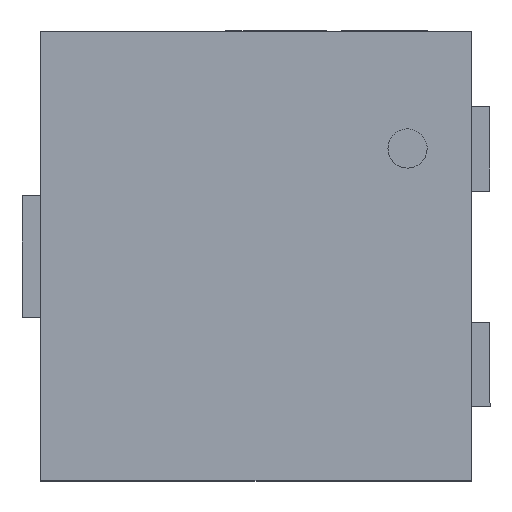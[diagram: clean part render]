
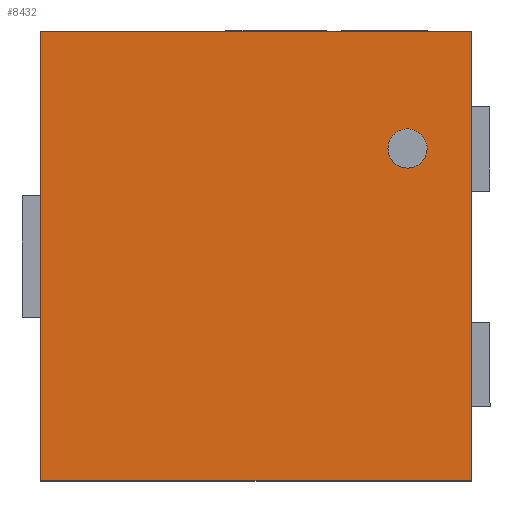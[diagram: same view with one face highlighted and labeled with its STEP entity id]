
A CAD part, top view. The second image highlights one B-rep face of the part: STEP entity #8432.
In plain terms, the highlighted planar face has unit normal (0, 0, 1).
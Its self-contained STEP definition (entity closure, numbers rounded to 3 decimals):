
#102 = CARTESIAN_POINT ( 'NONE',  ( 1.506, 0.954, 3.51 ) ) ;
#369 = FACE_OUTER_BOUND ( 'NONE', #12569, .T. ) ;
#495 = EDGE_CURVE ( 'NONE', #6509, #5221, #6962, .T. ) ;
#590 = CARTESIAN_POINT ( 'NONE',  ( 1.828, 1.199, 3.51 ) ) ;
#728 = CARTESIAN_POINT ( 'NONE',  ( -2.3, -2.4, 3.51 ) ) ;
#758 = EDGE_CURVE ( 'NONE', #6589, #4459, #7983, .T. ) ;
#1355 = CARTESIAN_POINT ( 'NONE',  ( 2.3, 2.4, 3.51 ) ) ;
#1383 = CARTESIAN_POINT ( 'NONE',  ( 1.828, 1.101, 3.51 ) ) ;
#1543 = ORIENTED_EDGE ( 'NONE', *, *, #11603, .T. ) ;
#1650 = VECTOR ( 'NONE', #10774, 1000. ) ;
#1904 = ORIENTED_EDGE ( 'NONE', *, *, #9903, .T. ) ;
#2830 = CARTESIAN_POINT ( 'NONE',  ( 1.41, 1.126, 3.51 ) ) ;
#2911 = VERTEX_POINT ( 'NONE', #7117 ) ;
#3187 = PLANE ( 'NONE',  #14578 ) ;
#3413 = EDGE_CURVE ( 'NONE', #2911, #6509, #8189, .T. ) ;
#4060 = ORIENTED_EDGE ( 'NONE', *, *, #3413, .T. ) ;
#4397 = LINE ( 'NONE', #7067, #13067 ) ;
#4459 = VERTEX_POINT ( 'NONE', #15863 ) ;
#4513 = CARTESIAN_POINT ( 'NONE',  ( 1.41, 1.174, 3.51 ) ) ;
#4722 = VERTEX_POINT ( 'NONE', #13359 ) ;
#4740 = VECTOR ( 'NONE', #16051, 1000. ) ;
#5210 = CARTESIAN_POINT ( 'NONE',  ( 1.828, 1.15, 3.51 ) ) ;
#5221 = VERTEX_POINT ( 'NONE', #5968 ) ;
#5706 = LINE ( 'NONE', #9474, #1650 ) ;
#5808 = CARTESIAN_POINT ( 'NONE',  ( 1.828, 1.15, 3.51 ) ) ;
#5968 = CARTESIAN_POINT ( 'NONE',  ( -2.3, -2.4, 3.51 ) ) ;
#6509 = VERTEX_POINT ( 'NONE', #11514 ) ;
#6560 = ORIENTED_EDGE ( 'NONE', *, *, #495, .T. ) ;
#6589 = VERTEX_POINT ( 'NONE', #11833 ) ;
#6962 = LINE ( 'NONE', #728, #16232 ) ;
#7049 = ORIENTED_EDGE ( 'NONE', *, *, #758, .T. ) ;
#7067 = CARTESIAN_POINT ( 'NONE',  ( 2.3, -2.4, 3.51 ) ) ;
#7117 = CARTESIAN_POINT ( 'NONE',  ( 2.3, 2.4, 3.51 ) ) ;
#7925 = DIRECTION ( 'NONE',  ( 0., 0., 1. ) ) ;
#7983 = B_SPLINE_CURVE_WITH_KNOTS ( 'NONE', 3,
 ( #5210, #1383, #9187, #15559, #102, #10627, #2830, #16852 ),
 .UNSPECIFIED., .F., .F.,
 ( 4, 1, 1, 1, 1, 4 ),
 ( 0., 0.111, 0.222, 0.333, 0.444, 0.5 ),
 .UNSPECIFIED. ) ;
#8126 = CARTESIAN_POINT ( 'NONE',  ( 1.41, 1.15, 3.51 ) ) ;
#8189 = LINE ( 'NONE', #1355, #4740 ) ;
#8432 = ADVANCED_FACE ( 'NONE', ( #369, #14423 ), #3187, .T. ) ;
#9187 = CARTESIAN_POINT ( 'NONE',  ( 1.793, 1.004, 3.51 ) ) ;
#9474 = CARTESIAN_POINT ( 'NONE',  ( 2.3, -2.4, 3.51 ) ) ;
#9903 = EDGE_CURVE ( 'NONE', #5221, #4722, #4397, .T. ) ;
#10516 = ORIENTED_EDGE ( 'NONE', *, *, #14374, .T. ) ;
#10627 = CARTESIAN_POINT ( 'NONE',  ( 1.422, 1.053, 3.51 ) ) ;
#10774 = DIRECTION ( 'NONE',  ( 0., 1., 0. ) ) ;
#10876 = CARTESIAN_POINT ( 'NONE',  ( 1.422, 1.247, 3.51 ) ) ;
#10988 = DIRECTION ( 'NONE',  ( 0., -1., 0. ) ) ;
#11046 = CARTESIAN_POINT ( 'NONE',  ( 1.658, 1.373, 3.51 ) ) ;
#11514 = CARTESIAN_POINT ( 'NONE',  ( -2.3, 2.4, 3.51 ) ) ;
#11603 = EDGE_CURVE ( 'NONE', #4459, #6589, #13548, .T. ) ;
#11833 = CARTESIAN_POINT ( 'NONE',  ( 1.828, 1.15, 3.51 ) ) ;
#12225 = DIRECTION ( 'NONE',  ( 1., 0., 0. ) ) ;
#12569 = EDGE_LOOP ( 'NONE', ( #6560, #1904, #10516, #4060 ) ) ;
#13067 = VECTOR ( 'NONE', #12225, 1000. ) ;
#13359 = CARTESIAN_POINT ( 'NONE',  ( 2.3, -2.4, 3.51 ) ) ;
#13548 = B_SPLINE_CURVE_WITH_KNOTS ( 'NONE', 3,
 ( #8126, #4513, #10876, #14954, #11046, #14625, #590, #5808 ),
 .UNSPECIFIED., .F., .F.,
 ( 4, 1, 1, 1, 1, 4 ),
 ( 0.5, 0.556, 0.667, 0.778, 0.889, 1. ),
 .UNSPECIFIED. ) ;
#13631 = DIRECTION ( 'NONE',  ( -1., 0., 0. ) ) ;
#14108 = EDGE_LOOP ( 'NONE', ( #7049, #1543 ) ) ;
#14374 = EDGE_CURVE ( 'NONE', #4722, #2911, #5706, .T. ) ;
#14423 = FACE_BOUND ( 'NONE', #14108, .T. ) ;
#14578 = AXIS2_PLACEMENT_3D ( 'NONE', #16180, #7925, #13631 ) ;
#14625 = CARTESIAN_POINT ( 'NONE',  ( 1.793, 1.296, 3.51 ) ) ;
#14954 = CARTESIAN_POINT ( 'NONE',  ( 1.506, 1.346, 3.51 ) ) ;
#15559 = CARTESIAN_POINT ( 'NONE',  ( 1.658, 0.927, 3.51 ) ) ;
#15863 = CARTESIAN_POINT ( 'NONE',  ( 1.41, 1.15, 3.51 ) ) ;
#16051 = DIRECTION ( 'NONE',  ( -1., 0., 0. ) ) ;
#16180 = CARTESIAN_POINT ( 'NONE',  ( 0., 0., 3.51 ) ) ;
#16232 = VECTOR ( 'NONE', #10988, 1000. ) ;
#16852 = CARTESIAN_POINT ( 'NONE',  ( 1.41, 1.15, 3.51 ) ) ;
